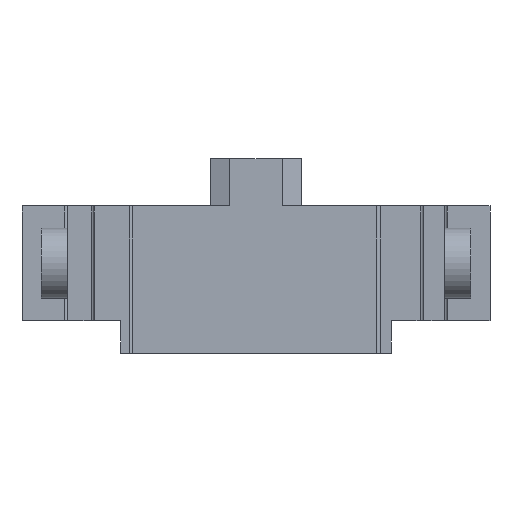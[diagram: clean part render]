
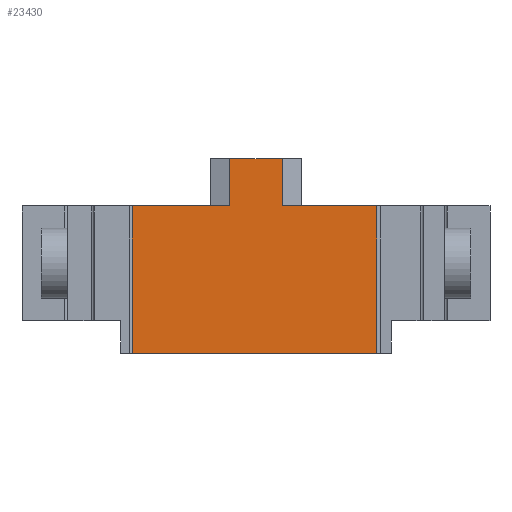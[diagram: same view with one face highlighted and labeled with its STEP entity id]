
A CAD part, front view. The second image highlights one B-rep face of the part: STEP entity #23430.
In plain terms, the highlighted planar face has unit normal (0, -1, 0).
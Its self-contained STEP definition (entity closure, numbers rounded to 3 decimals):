
#3496 = PLANE('',#3497);
#3497 = AXIS2_PLACEMENT_3D('',#3498,#3499,#3500);
#3498 = CARTESIAN_POINT('',(-15.9,-20.,3.4));
#3499 = DIRECTION('',(0.,0.,1.));
#3500 = DIRECTION('',(1.,0.,-0.));
#4597 = PLANE('',#4598);
#4598 = AXIS2_PLACEMENT_3D('',#4599,#4600,#4601);
#4599 = CARTESIAN_POINT('',(-12.8,-19.9,-6.6));
#4600 = DIRECTION('',(0.,0.,-1.));
#4601 = DIRECTION('',(0.,1.,0.));
#5584 = PLANE('',#5585);
#5585 = AXIS2_PLACEMENT_3D('',#5586,#5587,#5588);
#5586 = CARTESIAN_POINT('',(-15.9,-20.,3.4));
#5587 = DIRECTION('',(0.,0.,1.));
#5588 = DIRECTION('',(1.,0.,-0.));
#9518 = VERTEX_POINT('',#9519);
#9519 = CARTESIAN_POINT('',(1.8,-19.9,3.4));
#9535 = PLANE('',#9536);
#9536 = AXIS2_PLACEMENT_3D('',#9537,#9538,#9539);
#9537 = CARTESIAN_POINT('',(1.8,-20.,6.6));
#9538 = DIRECTION('',(1.,-0.,0.));
#9539 = DIRECTION('',(0.,0.,-1.));
#9547 = EDGE_CURVE('',#9548,#9518,#9550,.T.);
#9548 = VERTEX_POINT('',#9549);
#9549 = CARTESIAN_POINT('',(8.2,-19.9,3.4));
#9550 = SURFACE_CURVE('',#9551,(#9555,#9562),.PCURVE_S1.);
#9551 = LINE('',#9552,#9553);
#9552 = CARTESIAN_POINT('',(12.8,-19.9,3.4));
#9553 = VECTOR('',#9554,1.);
#9554 = DIRECTION('',(-1.,0.,0.));
#9555 = PCURVE('',#3496,#9556);
#9556 = DEFINITIONAL_REPRESENTATION('',(#9557),#9561);
#9557 = LINE('',#9558,#9559);
#9558 = CARTESIAN_POINT('',(28.7,0.1));
#9559 = VECTOR('',#9560,1.);
#9560 = DIRECTION('',(-1.,0.));
#9561 = ( GEOMETRIC_REPRESENTATION_CONTEXT(2) 
PARAMETRIC_REPRESENTATION_CONTEXT() REPRESENTATION_CONTEXT('2D SPACE',''
  ) );
#9562 = PCURVE('',#9563,#9568);
#9563 = PLANE('',#9564);
#9564 = AXIS2_PLACEMENT_3D('',#9565,#9566,#9567);
#9565 = CARTESIAN_POINT('',(8.,-19.9,-6.6));
#9566 = DIRECTION('',(0.,1.,0.));
#9567 = DIRECTION('',(0.,0.,1.));
#9568 = DEFINITIONAL_REPRESENTATION('',(#9569),#9573);
#9569 = LINE('',#9570,#9571);
#9570 = CARTESIAN_POINT('',(10.,4.8));
#9571 = VECTOR('',#9572,1.);
#9572 = DIRECTION('',(0.,-1.));
#9573 = ( GEOMETRIC_REPRESENTATION_CONTEXT(2) 
PARAMETRIC_REPRESENTATION_CONTEXT() REPRESENTATION_CONTEXT('2D SPACE',''
  ) );
#9592 = CYLINDRICAL_SURFACE('',#9593,0.2);
#9593 = AXIS2_PLACEMENT_3D('',#9594,#9595,#9596);
#9594 = CARTESIAN_POINT('',(8.4,-19.9,-6.6));
#9595 = DIRECTION('',(0.,0.,1.));
#9596 = DIRECTION('',(0.,1.,0.));
#13157 = VERTEX_POINT('',#13158);
#13158 = CARTESIAN_POINT('',(-8.4,-19.9,-6.6));
#13172 = PLANE('',#13173);
#13173 = AXIS2_PLACEMENT_3D('',#13174,#13175,#13176);
#13174 = CARTESIAN_POINT('',(-8.4,-19.1,3.4));
#13175 = DIRECTION('',(-1.,0.,0.));
#13176 = DIRECTION('',(0.,-1.,0.));
#13243 = VERTEX_POINT('',#13244);
#13244 = CARTESIAN_POINT('',(8.2,-19.9,-6.6));
#13270 = EDGE_CURVE('',#13243,#13157,#13271,.T.);
#13271 = SURFACE_CURVE('',#13272,(#13276,#13283),.PCURVE_S1.);
#13272 = LINE('',#13273,#13274);
#13273 = CARTESIAN_POINT('',(8.2,-19.9,-6.6));
#13274 = VECTOR('',#13275,1.);
#13275 = DIRECTION('',(-1.,0.,0.));
#13276 = PCURVE('',#4597,#13277);
#13277 = DEFINITIONAL_REPRESENTATION('',(#13278),#13282);
#13278 = LINE('',#13279,#13280);
#13279 = CARTESIAN_POINT('',(0.,21.));
#13280 = VECTOR('',#13281,1.);
#13281 = DIRECTION('',(0.,-1.));
#13282 = ( GEOMETRIC_REPRESENTATION_CONTEXT(2) 
PARAMETRIC_REPRESENTATION_CONTEXT() REPRESENTATION_CONTEXT('2D SPACE',''
  ) );
#13283 = PCURVE('',#9563,#13284);
#13284 = DEFINITIONAL_REPRESENTATION('',(#13285),#13289);
#13285 = LINE('',#13286,#13287);
#13286 = CARTESIAN_POINT('',(0.,0.2));
#13287 = VECTOR('',#13288,1.);
#13288 = DIRECTION('',(0.,-1.));
#13289 = ( GEOMETRIC_REPRESENTATION_CONTEXT(2) 
PARAMETRIC_REPRESENTATION_CONTEXT() REPRESENTATION_CONTEXT('2D SPACE',''
  ) );
#13908 = VERTEX_POINT('',#13909);
#13909 = CARTESIAN_POINT('',(-8.4,-19.9,3.4));
#13930 = EDGE_CURVE('',#13931,#13908,#13933,.T.);
#13931 = VERTEX_POINT('',#13932);
#13932 = CARTESIAN_POINT('',(-1.8,-19.9,3.4));
#13933 = SURFACE_CURVE('',#13934,(#13938,#13945),.PCURVE_S1.);
#13934 = LINE('',#13935,#13936);
#13935 = CARTESIAN_POINT('',(12.8,-19.9,3.4));
#13936 = VECTOR('',#13937,1.);
#13937 = DIRECTION('',(-1.,0.,0.));
#13938 = PCURVE('',#5584,#13939);
#13939 = DEFINITIONAL_REPRESENTATION('',(#13940),#13944);
#13940 = LINE('',#13941,#13942);
#13941 = CARTESIAN_POINT('',(28.7,0.1));
#13942 = VECTOR('',#13943,1.);
#13943 = DIRECTION('',(-1.,0.));
#13944 = ( GEOMETRIC_REPRESENTATION_CONTEXT(2) 
PARAMETRIC_REPRESENTATION_CONTEXT() REPRESENTATION_CONTEXT('2D SPACE',''
  ) );
#13945 = PCURVE('',#9563,#13946);
#13946 = DEFINITIONAL_REPRESENTATION('',(#13947),#13951);
#13947 = LINE('',#13948,#13949);
#13948 = CARTESIAN_POINT('',(10.,4.8));
#13949 = VECTOR('',#13950,1.);
#13950 = DIRECTION('',(0.,-1.));
#13951 = ( GEOMETRIC_REPRESENTATION_CONTEXT(2) 
PARAMETRIC_REPRESENTATION_CONTEXT() REPRESENTATION_CONTEXT('2D SPACE',''
  ) );
#13969 = PLANE('',#13970);
#13970 = AXIS2_PLACEMENT_3D('',#13971,#13972,#13973);
#13971 = CARTESIAN_POINT('',(-1.8,-20.,3.4));
#13972 = DIRECTION('',(-1.,0.,0.));
#13973 = DIRECTION('',(0.,0.,1.));
#17583 = PLANE('',#17584);
#17584 = AXIS2_PLACEMENT_3D('',#17585,#17586,#17587);
#17585 = CARTESIAN_POINT('',(-1.8,-20.,6.6));
#17586 = DIRECTION('',(0.,0.,1.));
#17587 = DIRECTION('',(1.,0.,-0.));
#18445 = VERTEX_POINT('',#18446);
#18446 = CARTESIAN_POINT('',(1.8,-19.9,6.6));
#18469 = EDGE_CURVE('',#9518,#18445,#18470,.T.);
#18470 = SURFACE_CURVE('',#18471,(#18475,#18482),.PCURVE_S1.);
#18471 = LINE('',#18472,#18473);
#18472 = CARTESIAN_POINT('',(1.8,-19.9,5.));
#18473 = VECTOR('',#18474,1.);
#18474 = DIRECTION('',(-0.,0.,1.));
#18475 = PCURVE('',#9535,#18476);
#18476 = DEFINITIONAL_REPRESENTATION('',(#18477),#18481);
#18477 = LINE('',#18478,#18479);
#18478 = CARTESIAN_POINT('',(1.6,0.1));
#18479 = VECTOR('',#18480,1.);
#18480 = DIRECTION('',(-1.,0.));
#18481 = ( GEOMETRIC_REPRESENTATION_CONTEXT(2) 
PARAMETRIC_REPRESENTATION_CONTEXT() REPRESENTATION_CONTEXT('2D SPACE',''
  ) );
#18482 = PCURVE('',#9563,#18483);
#18483 = DEFINITIONAL_REPRESENTATION('',(#18484),#18488);
#18484 = LINE('',#18485,#18486);
#18485 = CARTESIAN_POINT('',(11.6,-6.2));
#18486 = VECTOR('',#18487,1.);
#18487 = DIRECTION('',(1.,0.));
#18488 = ( GEOMETRIC_REPRESENTATION_CONTEXT(2) 
PARAMETRIC_REPRESENTATION_CONTEXT() REPRESENTATION_CONTEXT('2D SPACE',''
  ) );
#23410 = EDGE_CURVE('',#13243,#9548,#23411,.T.);
#23411 = SURFACE_CURVE('',#23412,(#23416,#23423),.PCURVE_S1.);
#23412 = LINE('',#23413,#23414);
#23413 = CARTESIAN_POINT('',(8.2,-19.9,-6.6));
#23414 = VECTOR('',#23415,1.);
#23415 = DIRECTION('',(0.,0.,1.));
#23416 = PCURVE('',#9592,#23417);
#23417 = DEFINITIONAL_REPRESENTATION('',(#23418),#23422);
#23418 = LINE('',#23419,#23420);
#23419 = CARTESIAN_POINT('',(7.854,0.));
#23420 = VECTOR('',#23421,1.);
#23421 = DIRECTION('',(0.,1.));
#23422 = ( GEOMETRIC_REPRESENTATION_CONTEXT(2) 
PARAMETRIC_REPRESENTATION_CONTEXT() REPRESENTATION_CONTEXT('2D SPACE',''
  ) );
#23423 = PCURVE('',#9563,#23424);
#23424 = DEFINITIONAL_REPRESENTATION('',(#23425),#23429);
#23425 = LINE('',#23426,#23427);
#23426 = CARTESIAN_POINT('',(0.,0.2));
#23427 = VECTOR('',#23428,1.);
#23428 = DIRECTION('',(1.,0.));
#23429 = ( GEOMETRIC_REPRESENTATION_CONTEXT(2) 
PARAMETRIC_REPRESENTATION_CONTEXT() REPRESENTATION_CONTEXT('2D SPACE',''
  ) );
#23430 = ADVANCED_FACE('',(#23431),#9563,.F.);
#23431 = FACE_BOUND('',#23432,.F.);
#23432 = EDGE_LOOP('',(#23433,#23454,#23455,#23478,#23499,#23500,#23501,
    #23502));
#23433 = ORIENTED_EDGE('',*,*,#23434,.T.);
#23434 = EDGE_CURVE('',#13157,#13908,#23435,.T.);
#23435 = SURFACE_CURVE('',#23436,(#23440,#23447),.PCURVE_S1.);
#23436 = LINE('',#23437,#23438);
#23437 = CARTESIAN_POINT('',(-8.4,-19.9,-0.5));
#23438 = VECTOR('',#23439,1.);
#23439 = DIRECTION('',(0.,-0.,1.));
#23440 = PCURVE('',#9563,#23441);
#23441 = DEFINITIONAL_REPRESENTATION('',(#23442),#23446);
#23442 = LINE('',#23443,#23444);
#23443 = CARTESIAN_POINT('',(6.1,-16.4));
#23444 = VECTOR('',#23445,1.);
#23445 = DIRECTION('',(1.,0.));
#23446 = ( GEOMETRIC_REPRESENTATION_CONTEXT(2) 
PARAMETRIC_REPRESENTATION_CONTEXT() REPRESENTATION_CONTEXT('2D SPACE',''
  ) );
#23447 = PCURVE('',#13172,#23448);
#23448 = DEFINITIONAL_REPRESENTATION('',(#23449),#23453);
#23449 = LINE('',#23450,#23451);
#23450 = CARTESIAN_POINT('',(0.8,-3.9));
#23451 = VECTOR('',#23452,1.);
#23452 = DIRECTION('',(0.,1.));
#23453 = ( GEOMETRIC_REPRESENTATION_CONTEXT(2) 
PARAMETRIC_REPRESENTATION_CONTEXT() REPRESENTATION_CONTEXT('2D SPACE',''
  ) );
#23454 = ORIENTED_EDGE('',*,*,#13930,.F.);
#23455 = ORIENTED_EDGE('',*,*,#23456,.F.);
#23456 = EDGE_CURVE('',#23457,#13931,#23459,.T.);
#23457 = VERTEX_POINT('',#23458);
#23458 = CARTESIAN_POINT('',(-1.8,-19.9,6.6));
#23459 = SURFACE_CURVE('',#23460,(#23464,#23471),.PCURVE_S1.);
#23460 = LINE('',#23461,#23462);
#23461 = CARTESIAN_POINT('',(-1.8,-19.9,3.4));
#23462 = VECTOR('',#23463,1.);
#23463 = DIRECTION('',(0.,0.,-1.));
#23464 = PCURVE('',#9563,#23465);
#23465 = DEFINITIONAL_REPRESENTATION('',(#23466),#23470);
#23466 = LINE('',#23467,#23468);
#23467 = CARTESIAN_POINT('',(10.,-9.8));
#23468 = VECTOR('',#23469,1.);
#23469 = DIRECTION('',(-1.,0.));
#23470 = ( GEOMETRIC_REPRESENTATION_CONTEXT(2) 
PARAMETRIC_REPRESENTATION_CONTEXT() REPRESENTATION_CONTEXT('2D SPACE',''
  ) );
#23471 = PCURVE('',#13969,#23472);
#23472 = DEFINITIONAL_REPRESENTATION('',(#23473),#23477);
#23473 = LINE('',#23474,#23475);
#23474 = CARTESIAN_POINT('',(0.,0.1));
#23475 = VECTOR('',#23476,1.);
#23476 = DIRECTION('',(-1.,0.));
#23477 = ( GEOMETRIC_REPRESENTATION_CONTEXT(2) 
PARAMETRIC_REPRESENTATION_CONTEXT() REPRESENTATION_CONTEXT('2D SPACE',''
  ) );
#23478 = ORIENTED_EDGE('',*,*,#23479,.F.);
#23479 = EDGE_CURVE('',#18445,#23457,#23480,.T.);
#23480 = SURFACE_CURVE('',#23481,(#23485,#23492),.PCURVE_S1.);
#23481 = LINE('',#23482,#23483);
#23482 = CARTESIAN_POINT('',(3.1,-19.9,6.6));
#23483 = VECTOR('',#23484,1.);
#23484 = DIRECTION('',(-1.,0.,0.));
#23485 = PCURVE('',#9563,#23486);
#23486 = DEFINITIONAL_REPRESENTATION('',(#23487),#23491);
#23487 = LINE('',#23488,#23489);
#23488 = CARTESIAN_POINT('',(13.2,-4.9));
#23489 = VECTOR('',#23490,1.);
#23490 = DIRECTION('',(0.,-1.));
#23491 = ( GEOMETRIC_REPRESENTATION_CONTEXT(2) 
PARAMETRIC_REPRESENTATION_CONTEXT() REPRESENTATION_CONTEXT('2D SPACE',''
  ) );
#23492 = PCURVE('',#17583,#23493);
#23493 = DEFINITIONAL_REPRESENTATION('',(#23494),#23498);
#23494 = LINE('',#23495,#23496);
#23495 = CARTESIAN_POINT('',(4.9,0.1));
#23496 = VECTOR('',#23497,1.);
#23497 = DIRECTION('',(-1.,0.));
#23498 = ( GEOMETRIC_REPRESENTATION_CONTEXT(2) 
PARAMETRIC_REPRESENTATION_CONTEXT() REPRESENTATION_CONTEXT('2D SPACE',''
  ) );
#23499 = ORIENTED_EDGE('',*,*,#18469,.F.);
#23500 = ORIENTED_EDGE('',*,*,#9547,.F.);
#23501 = ORIENTED_EDGE('',*,*,#23410,.F.);
#23502 = ORIENTED_EDGE('',*,*,#13270,.T.);
